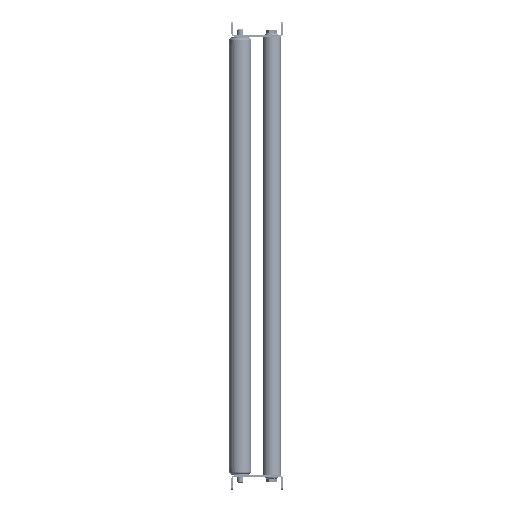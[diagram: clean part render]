
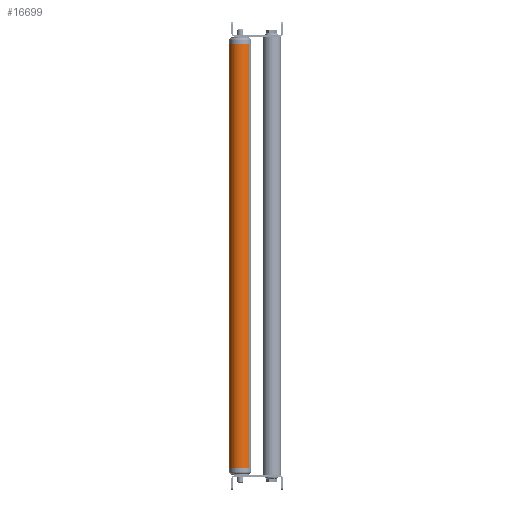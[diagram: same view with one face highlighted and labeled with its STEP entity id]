
A CAD part, left-side view. The second image highlights one B-rep face of the part: STEP entity #16699.
In plain terms, the highlighted cylindrical face has radius 15 mm (diameter 30 mm), a partial arc.
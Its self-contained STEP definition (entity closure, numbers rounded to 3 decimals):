
#138 = CARTESIAN_POINT ( 'NONE',  ( 0., 0., 0. ) ) ;
#462 = DIRECTION ( 'NONE',  ( 0., 0., -1. ) ) ;
#1468 = VERTEX_POINT ( 'NONE', #18890 ) ;
#1989 = EDGE_CURVE ( 'NONE', #22085, #1468, #20938, .T. ) ;
#2060 = LINE ( 'NONE', #16043, #5438 ) ;
#2220 = AXIS2_PLACEMENT_3D ( 'NONE', #19206, #7701, #12141 ) ;
#2436 = AXIS2_PLACEMENT_3D ( 'NONE', #9154, #29921, #25288 ) ;
#2698 = EDGE_CURVE ( 'NONE', #15825, #22085, #2060, .T. ) ;
#3328 = CARTESIAN_POINT ( 'NONE',  ( 0., 0., -15. ) ) ;
#3496 = LINE ( 'NONE', #5808, #28831 ) ;
#5247 = AXIS2_PLACEMENT_3D ( 'NONE', #138, #9530, #462 ) ;
#5438 = VECTOR ( 'NONE', #13859, 1000. ) ;
#5808 = CARTESIAN_POINT ( 'NONE',  ( 580., 0., 15. ) ) ;
#7701 = DIRECTION ( 'NONE',  ( -1., 0., 0. ) ) ;
#8307 = VERTEX_POINT ( 'NONE', #28401 ) ;
#8675 = EDGE_CURVE ( 'NONE', #15825, #8307, #9822, .T. ) ;
#9154 = CARTESIAN_POINT ( 'NONE',  ( 580., 0., 0. ) ) ;
#9530 = DIRECTION ( 'NONE',  ( 1., 0., 0. ) ) ;
#9822 = CIRCLE ( 'NONE', #2436, 15. ) ;
#12141 = DIRECTION ( 'NONE',  ( 0., 0., 1. ) ) ;
#12359 = ORIENTED_EDGE ( 'NONE', *, *, #2698, .T. ) ;
#12845 = EDGE_CURVE ( 'NONE', #8307, #1468, #3496, .T. ) ;
#13859 = DIRECTION ( 'NONE',  ( -1., 0., 0. ) ) ;
#14622 = ORIENTED_EDGE ( 'NONE', *, *, #12845, .F. ) ;
#14925 = ORIENTED_EDGE ( 'NONE', *, *, #1989, .T. ) ;
#15825 = VERTEX_POINT ( 'NONE', #26677 ) ;
#16043 = CARTESIAN_POINT ( 'NONE',  ( 580., 0., -15. ) ) ;
#16699 = ADVANCED_FACE ( 'NONE', ( #26293 ), #21659, .T. ) ;
#16847 = EDGE_LOOP ( 'NONE', ( #23259, #12359, #14925, #14622 ) ) ;
#17302 = DIRECTION ( 'NONE',  ( -1., 0., 0. ) ) ;
#18890 = CARTESIAN_POINT ( 'NONE',  ( 0., 0., 15. ) ) ;
#19206 = CARTESIAN_POINT ( 'NONE',  ( 580., 0., 0. ) ) ;
#20938 = CIRCLE ( 'NONE', #5247, 15. ) ;
#21659 = CYLINDRICAL_SURFACE ( 'NONE', #2220, 15. ) ;
#22085 = VERTEX_POINT ( 'NONE', #3328 ) ;
#23259 = ORIENTED_EDGE ( 'NONE', *, *, #8675, .F. ) ;
#25288 = DIRECTION ( 'NONE',  ( 0., 0., -1. ) ) ;
#26293 = FACE_OUTER_BOUND ( 'NONE', #16847, .T. ) ;
#26677 = CARTESIAN_POINT ( 'NONE',  ( 580., 0., -15. ) ) ;
#28401 = CARTESIAN_POINT ( 'NONE',  ( 580., 0., 15. ) ) ;
#28831 = VECTOR ( 'NONE', #17302, 1000. ) ;
#29921 = DIRECTION ( 'NONE',  ( 1., 0., 0. ) ) ;
